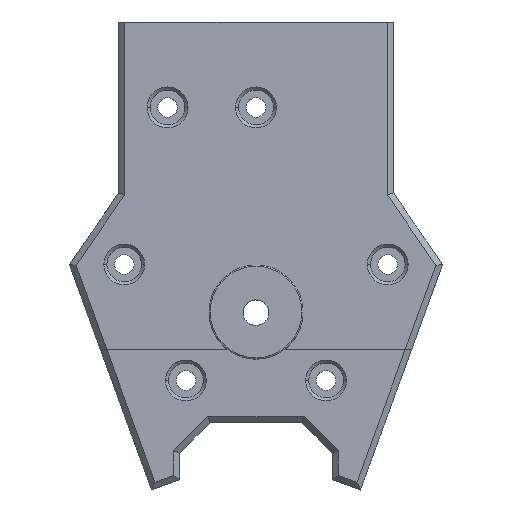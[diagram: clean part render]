
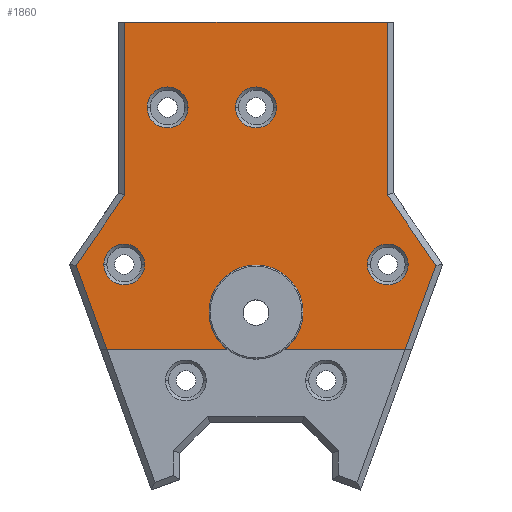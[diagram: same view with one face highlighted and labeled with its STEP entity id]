
A CAD part, top view. The second image highlights one B-rep face of the part: STEP entity #1860.
In plain terms, the highlighted planar face has unit normal (0, 0, 1).
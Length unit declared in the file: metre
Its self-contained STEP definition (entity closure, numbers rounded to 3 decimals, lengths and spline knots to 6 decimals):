
#55=PLANE('',#2065);
#119=LINE('',#2949,#272);
#128=LINE('',#2968,#281);
#153=LINE('',#3050,#306);
#158=LINE('',#3060,#311);
#161=LINE('',#3066,#314);
#191=LINE('',#3126,#344);
#194=LINE('',#3132,#347);
#196=LINE('',#3135,#349);
#216=LINE('',#3193,#369);
#272=VECTOR('',#2343,1.);
#281=VECTOR('',#2354,1.);
#306=VECTOR('',#2437,1.);
#311=VECTOR('',#2444,1.);
#314=VECTOR('',#2449,1.);
#344=VECTOR('',#2499,1.);
#347=VECTOR('',#2504,1.);
#349=VECTOR('',#2508,1.);
#369=VECTOR('',#2584,1.);
#763=ORIENTED_EDGE('',*,*,#1187,.F.);
#764=ORIENTED_EDGE('',*,*,#998,.F.);
#765=ORIENTED_EDGE('',*,*,#1188,.F.);
#766=ORIENTED_EDGE('',*,*,#1002,.F.);
#767=ORIENTED_EDGE('',*,*,#1189,.F.);
#768=ORIENTED_EDGE('',*,*,#994,.F.);
#769=ORIENTED_EDGE('',*,*,#1052,.T.);
#770=ORIENTED_EDGE('',*,*,#1190,.T.);
#771=ORIENTED_EDGE('',*,*,#977,.T.);
#772=ORIENTED_EDGE('',*,*,#1191,.T.);
#773=ORIENTED_EDGE('',*,*,#1061,.T.);
#774=ORIENTED_EDGE('',*,*,#1145,.T.);
#775=ORIENTED_EDGE('',*,*,#1143,.T.);
#776=ORIENTED_EDGE('',*,*,#1140,.T.);
#777=ORIENTED_EDGE('',*,*,#1177,.F.);
#778=ORIENTED_EDGE('',*,*,#1110,.T.);
#779=ORIENTED_EDGE('',*,*,#1107,.T.);
#780=ORIENTED_EDGE('',*,*,#1102,.T.);
#781=ORIENTED_EDGE('',*,*,#1192,.F.);
#782=ORIENTED_EDGE('',*,*,#990,.F.);
#977=EDGE_CURVE('',#1238,#1239,#1408,.F.);
#990=EDGE_CURVE('',#1250,#1251,#1414,.T.);
#994=EDGE_CURVE('',#1254,#1255,#1416,.T.);
#998=EDGE_CURVE('',#1258,#1259,#1418,.T.);
#1002=EDGE_CURVE('',#1262,#1263,#1420,.T.);
#1052=EDGE_CURVE('',#1307,#1306,#119,.T.);
#1061=EDGE_CURVE('',#1310,#1315,#128,.T.);
#1102=EDGE_CURVE('',#1344,#1307,#153,.T.);
#1107=EDGE_CURVE('',#1347,#1344,#158,.T.);
#1110=EDGE_CURVE('',#1348,#1347,#161,.T.);
#1140=EDGE_CURVE('',#1366,#1369,#191,.T.);
#1143=EDGE_CURVE('',#1371,#1366,#194,.T.);
#1145=EDGE_CURVE('',#1315,#1371,#196,.T.);
#1177=EDGE_CURVE('',#1348,#1369,#216,.T.);
#1187=EDGE_CURVE('',#1259,#1258,#1469,.T.);
#1188=EDGE_CURVE('',#1263,#1262,#1470,.T.);
#1189=EDGE_CURVE('',#1255,#1254,#1471,.T.);
#1190=EDGE_CURVE('',#1306,#1238,#1472,.F.);
#1191=EDGE_CURVE('',#1239,#1310,#1473,.F.);
#1192=EDGE_CURVE('',#1251,#1250,#1474,.T.);
#1238=VERTEX_POINT('',#2786);
#1239=VERTEX_POINT('',#2787);
#1250=VERTEX_POINT('',#2813);
#1251=VERTEX_POINT('',#2815);
#1254=VERTEX_POINT('',#2822);
#1255=VERTEX_POINT('',#2824);
#1258=VERTEX_POINT('',#2831);
#1259=VERTEX_POINT('',#2833);
#1262=VERTEX_POINT('',#2840);
#1263=VERTEX_POINT('',#2842);
#1306=VERTEX_POINT('',#2948);
#1307=VERTEX_POINT('',#2950);
#1310=VERTEX_POINT('',#2958);
#1315=VERTEX_POINT('',#2967);
#1344=VERTEX_POINT('',#3051);
#1347=VERTEX_POINT('',#3058);
#1348=VERTEX_POINT('',#3063);
#1366=VERTEX_POINT('',#3120);
#1369=VERTEX_POINT('',#3125);
#1371=VERTEX_POINT('',#3130);
#1408=CIRCLE('',#1936,0.0077);
#1414=CIRCLE('',#1945,0.00335);
#1416=CIRCLE('',#1948,0.00335);
#1418=CIRCLE('',#1951,0.00335);
#1420=CIRCLE('',#1954,0.00335);
#1469=CIRCLE('',#2066,0.00335);
#1470=CIRCLE('',#2067,0.00335);
#1471=CIRCLE('',#2068,0.00335);
#1472=CIRCLE('',#2069,0.0077);
#1473=CIRCLE('',#2070,0.0077);
#1474=CIRCLE('',#2071,0.00335);
#1588=EDGE_LOOP('',(#763,#764));
#1589=EDGE_LOOP('',(#765,#766));
#1590=EDGE_LOOP('',(#767,#768));
#1591=EDGE_LOOP('',(#769,#770,#771,#772,#773,#774,#775,#776,#777,#778,#779,
#780));
#1592=EDGE_LOOP('',(#781,#782));
#1725=FACE_BOUND('',#1588,.T.);
#1726=FACE_BOUND('',#1589,.T.);
#1727=FACE_BOUND('',#1590,.T.);
#1728=FACE_BOUND('',#1591,.T.);
#1729=FACE_BOUND('',#1592,.T.);
#1860=ADVANCED_FACE('',(#1725,#1726,#1727,#1728,#1729),#55,.T.);
#1936=AXIS2_PLACEMENT_3D('',#2785,#2195,#2196);
#1945=AXIS2_PLACEMENT_3D('',#2814,#2220,#2221);
#1948=AXIS2_PLACEMENT_3D('',#2823,#2228,#2229);
#1951=AXIS2_PLACEMENT_3D('',#2832,#2236,#2237);
#1954=AXIS2_PLACEMENT_3D('',#2841,#2244,#2245);
#2065=AXIS2_PLACEMENT_3D('',#3211,#2602,#2603);
#2066=AXIS2_PLACEMENT_3D('',#3212,#2604,#2605);
#2067=AXIS2_PLACEMENT_3D('',#3213,#2606,#2607);
#2068=AXIS2_PLACEMENT_3D('',#3214,#2608,#2609);
#2069=AXIS2_PLACEMENT_3D('',#3215,#2610,#2611);
#2070=AXIS2_PLACEMENT_3D('',#3216,#2612,#2613);
#2071=AXIS2_PLACEMENT_3D('',#3217,#2614,#2615);
#2195=DIRECTION('',(0.,0.,1.));
#2196=DIRECTION('',(1.,0.,0.));
#2220=DIRECTION('',(0.,0.,1.));
#2221=DIRECTION('',(1.,0.,0.));
#2228=DIRECTION('',(0.,0.,1.));
#2229=DIRECTION('',(1.,0.,0.));
#2236=DIRECTION('',(0.,0.,1.));
#2237=DIRECTION('',(1.,0.,0.));
#2244=DIRECTION('',(0.,0.,1.));
#2245=DIRECTION('',(1.,0.,0.));
#2343=DIRECTION('',(1.,0.,0.));
#2354=DIRECTION('',(1.,0.,0.));
#2437=DIRECTION('',(0.342,-0.94,0.));
#2444=DIRECTION('',(-0.568,-0.823,0.));
#2449=DIRECTION('',(0.,-1.,0.));
#2499=DIRECTION('',(0.,1.,0.));
#2504=DIRECTION('',(-0.567,0.824,0.));
#2508=DIRECTION('',(0.342,0.94,0.));
#2584=DIRECTION('',(1.,0.,0.));
#2602=DIRECTION('',(0.,0.,1.));
#2603=DIRECTION('',(1.,0.,0.));
#2604=DIRECTION('',(0.,0.,1.));
#2605=DIRECTION('',(1.,0.,0.));
#2606=DIRECTION('',(0.,0.,1.));
#2607=DIRECTION('',(1.,0.,0.));
#2608=DIRECTION('',(0.,0.,1.));
#2609=DIRECTION('',(1.,0.,0.));
#2610=DIRECTION('',(0.,0.,1.));
#2611=DIRECTION('',(1.,0.,0.));
#2612=DIRECTION('',(0.,0.,1.));
#2613=DIRECTION('',(1.,0.,0.));
#2614=DIRECTION('',(0.,0.,1.));
#2615=DIRECTION('',(1.,0.,0.));
#2785=CARTESIAN_POINT('',(0.126697,0.149411,0.153238));
#2786=CARTESIAN_POINT('',(0.118997,0.149411,0.153238));
#2787=CARTESIAN_POINT('',(0.134397,0.149411,0.153238));
#2813=CARTESIAN_POINT('',(0.101758,0.157233,0.153238));
#2814=CARTESIAN_POINT('',(0.105108,0.157233,0.153238));
#2815=CARTESIAN_POINT('',(0.108458,0.157233,0.153238));
#2822=CARTESIAN_POINT('',(0.144936,0.157233,0.153238));
#2823=CARTESIAN_POINT('',(0.148286,0.157233,0.153238));
#2824=CARTESIAN_POINT('',(0.151636,0.157233,0.153238));
#2831=CARTESIAN_POINT('',(0.123357,0.182965,0.153238));
#2832=CARTESIAN_POINT('',(0.126707,0.182965,0.153238));
#2833=CARTESIAN_POINT('',(0.130057,0.182965,0.153238));
#2840=CARTESIAN_POINT('',(0.108857,0.182965,0.153238));
#2841=CARTESIAN_POINT('',(0.112207,0.182965,0.153238));
#2842=CARTESIAN_POINT('',(0.115557,0.182965,0.153238));
#2948=CARTESIAN_POINT('',(0.122102,0.143233,0.153238));
#2949=CARTESIAN_POINT('',(0.126697,0.143233,0.153238));
#2950=CARTESIAN_POINT('',(0.102268,0.143233,0.153238));
#2958=CARTESIAN_POINT('',(0.131293,0.143233,0.153238));
#2967=CARTESIAN_POINT('',(0.151127,0.143233,0.153238));
#2968=CARTESIAN_POINT('',(0.126697,0.143233,0.153238));
#3050=CARTESIAN_POINT('',(0.098491,0.153608,0.153238));
#3051=CARTESIAN_POINT('',(0.097224,0.15709,0.153238));
#3058=CARTESIAN_POINT('',(0.105207,0.168654,0.153238));
#3060=CARTESIAN_POINT('',(0.110031,0.175642,0.153238));
#3063=CARTESIAN_POINT('',(0.105207,0.196965,0.153238));
#3066=CARTESIAN_POINT('',(0.105207,0.163965,0.153238));
#3120=CARTESIAN_POINT('',(0.148207,0.168654,0.153238));
#3125=CARTESIAN_POINT('',(0.148207,0.196965,0.153238));
#3126=CARTESIAN_POINT('',(0.148207,0.196965,0.153238));
#3130=CARTESIAN_POINT('',(0.15617,0.15709,0.153238));
#3132=CARTESIAN_POINT('',(0.143558,0.175405,0.153238));
#3135=CARTESIAN_POINT('',(0.154961,0.153769,0.153238));
#3193=CARTESIAN_POINT('',(0.126946,0.196965,0.153238));
#3211=CARTESIAN_POINT('',(0.126946,0.163965,0.153238));
#3212=CARTESIAN_POINT('',(0.126707,0.182965,0.153238));
#3213=CARTESIAN_POINT('',(0.112207,0.182965,0.153238));
#3214=CARTESIAN_POINT('',(0.148286,0.157233,0.153238));
#3215=CARTESIAN_POINT('',(0.126697,0.149411,0.153238));
#3216=CARTESIAN_POINT('',(0.126697,0.149411,0.153238));
#3217=CARTESIAN_POINT('',(0.105108,0.157233,0.153238));
